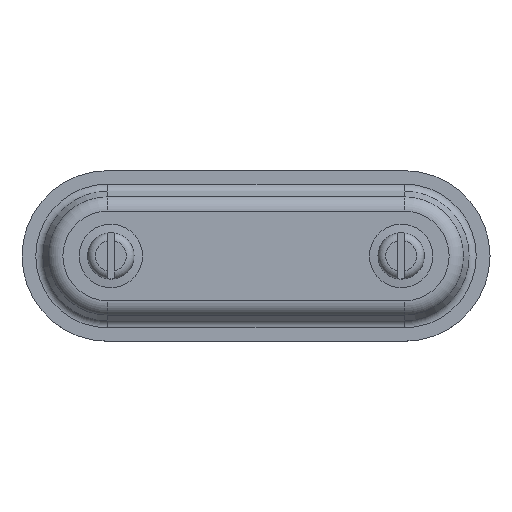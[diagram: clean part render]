
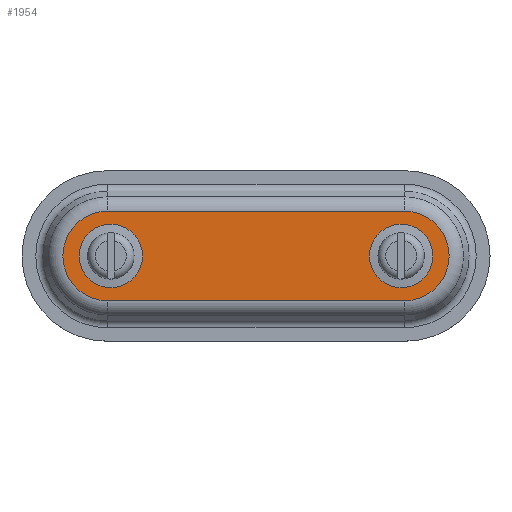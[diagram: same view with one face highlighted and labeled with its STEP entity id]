
A CAD part, top view. The second image highlights one B-rep face of the part: STEP entity #1954.
In plain terms, the highlighted planar face has unit normal (0, 0, 1).
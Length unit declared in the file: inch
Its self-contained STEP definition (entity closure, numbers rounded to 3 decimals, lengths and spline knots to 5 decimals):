
#185=FACE_BOUND('',#544,.T.);
#186=FACE_BOUND('',#545,.T.);
#273=CIRCLE('',#2251,0.35292);
#274=CIRCLE('',#2252,0.35292);
#275=CIRCLE('',#2253,0.1094);
#276=CIRCLE('',#2254,0.1094);
#397=FACE_OUTER_BOUND('',#543,.T.);
#543=EDGE_LOOP('',(#1750,#1751,#1752,#1753));
#544=EDGE_LOOP('',(#1754));
#545=EDGE_LOOP('',(#1755));
#686=LINE('',#3731,#816);
#687=LINE('',#3734,#817);
#816=VECTOR('',#2798,2.3375);
#817=VECTOR('',#2801,2.3375);
#982=VERTEX_POINT('',#3727);
#983=VERTEX_POINT('',#3728);
#984=VERTEX_POINT('',#3730);
#985=VERTEX_POINT('',#3732);
#986=VERTEX_POINT('',#3735);
#987=VERTEX_POINT('',#3737);
#1242=EDGE_CURVE('',#982,#983,#273,.T.);
#1243=EDGE_CURVE('',#983,#984,#686,.T.);
#1244=EDGE_CURVE('',#984,#985,#274,.T.);
#1245=EDGE_CURVE('',#985,#982,#687,.T.);
#1246=EDGE_CURVE('',#986,#986,#275,.T.);
#1247=EDGE_CURVE('',#987,#987,#276,.T.);
#1750=ORIENTED_EDGE('',*,*,#1242,.T.);
#1751=ORIENTED_EDGE('',*,*,#1243,.T.);
#1752=ORIENTED_EDGE('',*,*,#1244,.T.);
#1753=ORIENTED_EDGE('',*,*,#1245,.T.);
#1754=ORIENTED_EDGE('',*,*,#1246,.T.);
#1755=ORIENTED_EDGE('',*,*,#1247,.T.);
#1841=PLANE('',#2250);
#1954=ADVANCED_FACE('',(#397,#185,#186),#1841,.T.);
#2250=AXIS2_PLACEMENT_3D('',#3726,#2794,#2795);
#2251=AXIS2_PLACEMENT_3D('',#3729,#2796,#2797);
#2252=AXIS2_PLACEMENT_3D('',#3733,#2799,#2800);
#2253=AXIS2_PLACEMENT_3D('',#3736,#2802,#2803);
#2254=AXIS2_PLACEMENT_3D('',#3738,#2804,#2805);
#2794=DIRECTION('center_axis',(0.,0.,1.));
#2795=DIRECTION('ref_axis',(1.,0.,0.));
#2796=DIRECTION('center_axis',(0.,0.,1.));
#2797=DIRECTION('ref_axis',(1.,0.,0.));
#2798=DIRECTION('',(-1.,0.,0.));
#2799=DIRECTION('center_axis',(0.,0.,1.));
#2800=DIRECTION('ref_axis',(1.,0.,0.));
#2801=DIRECTION('',(1.,0.,0.));
#2802=DIRECTION('center_axis',(0.,0.,-1.));
#2803=DIRECTION('ref_axis',(-1.,0.,0.));
#2804=DIRECTION('center_axis',(0.,0.,-1.));
#2805=DIRECTION('ref_axis',(-1.,0.,0.));
#3726=CARTESIAN_POINT('Origin',(-2.,0.,0.29));
#3727=CARTESIAN_POINT('',(0.34063,-0.35292,0.29));
#3728=CARTESIAN_POINT('',(0.34063,0.35292,0.29));
#3729=CARTESIAN_POINT('Origin',(0.34063,0.,0.29));
#3730=CARTESIAN_POINT('',(-1.99688,0.35292,0.29));
#3731=CARTESIAN_POINT('',(0.34063,0.35292,0.29));
#3732=CARTESIAN_POINT('',(-1.99688,-0.35292,0.29));
#3733=CARTESIAN_POINT('Origin',(-1.99688,0.,0.29));
#3734=CARTESIAN_POINT('',(-1.99688,-0.35292,0.29));
#3735=CARTESIAN_POINT('',(0.20623,0.,0.29));
#3736=CARTESIAN_POINT('Origin',(0.31563,0.,0.29));
#3737=CARTESIAN_POINT('',(-2.08128,0.,0.29));
#3738=CARTESIAN_POINT('Origin',(-1.97188,0.,0.29));
